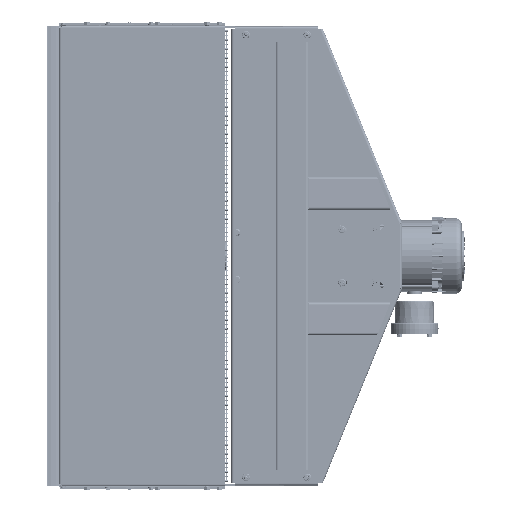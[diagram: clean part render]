
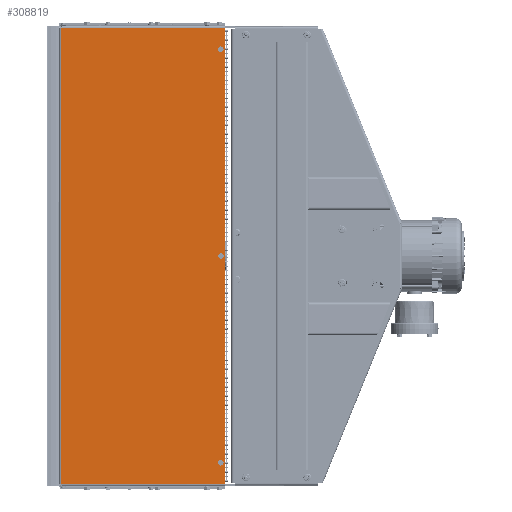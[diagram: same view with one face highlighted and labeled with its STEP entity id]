
A CAD part, front view. The second image highlights one B-rep face of the part: STEP entity #308819.
In plain terms, the highlighted planar face has unit normal (0, -1, 0).
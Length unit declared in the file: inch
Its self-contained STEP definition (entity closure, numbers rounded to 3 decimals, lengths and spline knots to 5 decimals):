
#2457 = ORIENTED_EDGE ( 'NONE', *, *, #146774, .F. ) ;
#7376 = FACE_BOUND ( 'NONE', #242765, .T. ) ;
#9280 = VECTOR ( 'NONE', #321007, 39.37008 ) ;
#9382 = ORIENTED_EDGE ( 'NONE', *, *, #196853, .F. ) ;
#9546 = CARTESIAN_POINT ( 'NONE',  ( 8.37546, -21.2718, -19. ) ) ;
#9874 = AXIS2_PLACEMENT_3D ( 'NONE', #105018, #282129, #130406 ) ;
#24365 = DIRECTION ( 'NONE',  ( 0., 0., 1. ) ) ;
#26663 = VECTOR ( 'NONE', #43920, 39.37008 ) ;
#28302 = VERTEX_POINT ( 'NONE', #202722 ) ;
#30051 = CIRCLE ( 'NONE', #50066, 0.15748 ) ;
#33289 = VERTEX_POINT ( 'NONE', #142072 ) ;
#34899 = DIRECTION ( 'NONE',  ( 0., 0., 1. ) ) ;
#38757 = ORIENTED_EDGE ( 'NONE', *, *, #217035, .T. ) ;
#43920 = DIRECTION ( 'NONE',  ( 1., 0., 0. ) ) ;
#43929 = CARTESIAN_POINT ( 'NONE',  ( 8.37546, -21.2718, 0. ) ) ;
#45032 = CARTESIAN_POINT ( 'NONE',  ( -6.28779, -21.2718, -20.96025 ) ) ;
#46079 = LINE ( 'NONE', #287829, #172631 ) ;
#46115 = VERTEX_POINT ( 'NONE', #184180 ) ;
#50066 = AXIS2_PLACEMENT_3D ( 'NONE', #218714, #67302, #244307 ) ;
#52093 = PLANE ( 'NONE',  #9874 ) ;
#55689 = CARTESIAN_POINT ( 'NONE',  ( 8.37546, -21.2718, 19. ) ) ;
#58039 = CARTESIAN_POINT ( 'NONE',  ( 8.75046, -21.2718, 20.96025 ) ) ;
#64417 = CARTESIAN_POINT ( 'NONE',  ( 8.75046, -21.2718, -20.96025 ) ) ;
#66536 = FACE_BOUND ( 'NONE', #220984, .T. ) ;
#67302 = DIRECTION ( 'NONE',  ( 0., -1., 0. ) ) ;
#69327 = DIRECTION ( 'NONE',  ( 0., 0., -1. ) ) ;
#72123 = EDGE_CURVE ( 'NONE', #126507, #169603, #228492, .T. ) ;
#72593 = CARTESIAN_POINT ( 'NONE',  ( 8.37546, -21.2718, 0. ) ) ;
#73788 = CARTESIAN_POINT ( 'NONE',  ( 8.37546, -21.2718, 19. ) ) ;
#74289 = EDGE_LOOP ( 'NONE', ( #204365, #100097 ) ) ;
#75826 = ORIENTED_EDGE ( 'NONE', *, *, #215893, .F. ) ;
#78617 = VERTEX_POINT ( 'NONE', #209269 ) ;
#81015 = DIRECTION ( 'NONE',  ( 0., 0., -1. ) ) ;
#81342 = VERTEX_POINT ( 'NONE', #93600 ) ;
#93600 = CARTESIAN_POINT ( 'NONE',  ( -6.28779, -21.2718, 20.96025 ) ) ;
#97955 = DIRECTION ( 'NONE',  ( 0., 0., -1. ) ) ;
#99141 = DIRECTION ( 'NONE',  ( 0., 0., -1. ) ) ;
#100097 = ORIENTED_EDGE ( 'NONE', *, *, #138529, .F. ) ;
#105018 = CARTESIAN_POINT ( 'NONE',  ( -6.49779, -21.2718, -21.17025 ) ) ;
#116697 = EDGE_CURVE ( 'NONE', #169603, #276768, #46079, .T. ) ;
#121098 = EDGE_CURVE ( 'NONE', #33289, #306295, #264244, .T. ) ;
#123267 = AXIS2_PLACEMENT_3D ( 'NONE', #43929, #220778, #69327 ) ;
#126507 = VERTEX_POINT ( 'NONE', #244756 ) ;
#130406 = DIRECTION ( 'NONE',  ( 0., 0., 1. ) ) ;
#133620 = FACE_BOUND ( 'NONE', #74289, .T. ) ;
#134656 = LINE ( 'NONE', #295589, #320755 ) ;
#136116 = EDGE_LOOP ( 'NONE', ( #287392, #75826, #295526, #244247 ) ) ;
#138529 = EDGE_CURVE ( 'NONE', #306295, #33289, #324741, .T. ) ;
#142072 = CARTESIAN_POINT ( 'NONE',  ( 8.37546, -21.2718, -0.15748 ) ) ;
#146622 = AXIS2_PLACEMENT_3D ( 'NONE', #73788, #250864, #99141 ) ;
#146774 = EDGE_CURVE ( 'NONE', #46115, #212867, #30051, .T. ) ;
#164902 = CIRCLE ( 'NONE', #189660, 0.15748 ) ;
#168332 = CARTESIAN_POINT ( 'NONE',  ( -6.28779, -21.2718, -21.17025 ) ) ;
#169603 = VERTEX_POINT ( 'NONE', #64417 ) ;
#172631 = VECTOR ( 'NONE', #24365, 39.37008 ) ;
#173550 = CIRCLE ( 'NONE', #238010, 0.15748 ) ;
#184180 = CARTESIAN_POINT ( 'NONE',  ( 8.37546, -21.2718, -18.84252 ) ) ;
#186344 = DIRECTION ( 'NONE',  ( 0., -1., 0. ) ) ;
#189660 = AXIS2_PLACEMENT_3D ( 'NONE', #55689, #232673, #81015 ) ;
#196853 = EDGE_CURVE ( 'NONE', #212867, #46115, #173550, .T. ) ;
#198659 = EDGE_CURVE ( 'NONE', #126507, #81342, #278333, .T. ) ;
#201114 = FACE_OUTER_BOUND ( 'NONE', #136116, .T. ) ;
#202722 = CARTESIAN_POINT ( 'NONE',  ( 8.37546, -21.2718, 19.15748 ) ) ;
#204365 = ORIENTED_EDGE ( 'NONE', *, *, #121098, .F. ) ;
#209269 = CARTESIAN_POINT ( 'NONE',  ( 8.37546, -21.2718, 18.84252 ) ) ;
#212867 = VERTEX_POINT ( 'NONE', #300747 ) ;
#215893 = EDGE_CURVE ( 'NONE', #81342, #276768, #134656, .T. ) ;
#217035 = EDGE_CURVE ( 'NONE', #78617, #28302, #164902, .T. ) ;
#218714 = CARTESIAN_POINT ( 'NONE',  ( 8.37546, -21.2718, -19. ) ) ;
#219092 = DIRECTION ( 'NONE',  ( 1., 0., 0. ) ) ;
#220778 = DIRECTION ( 'NONE',  ( 0., -1., 0. ) ) ;
#220984 = EDGE_LOOP ( 'NONE', ( #2457, #9382 ) ) ;
#228492 = LINE ( 'NONE', #45032, #26663 ) ;
#232673 = DIRECTION ( 'NONE',  ( 0., 1., 0. ) ) ;
#238010 = AXIS2_PLACEMENT_3D ( 'NONE', #9546, #186344, #34899 ) ;
#240004 = EDGE_CURVE ( 'NONE', #28302, #78617, #281246, .T. ) ;
#242765 = EDGE_LOOP ( 'NONE', ( #38757, #266087 ) ) ;
#244247 = ORIENTED_EDGE ( 'NONE', *, *, #72123, .T. ) ;
#244307 = DIRECTION ( 'NONE',  ( 0., 0., 1. ) ) ;
#244756 = CARTESIAN_POINT ( 'NONE',  ( -6.28779, -21.2718, -20.96025 ) ) ;
#249650 = DIRECTION ( 'NONE',  ( 0., -1., 0. ) ) ;
#250864 = DIRECTION ( 'NONE',  ( 0., 1., 0. ) ) ;
#264244 = CIRCLE ( 'NONE', #277536, 0.15748 ) ;
#266087 = ORIENTED_EDGE ( 'NONE', *, *, #240004, .T. ) ;
#276768 = VERTEX_POINT ( 'NONE', #58039 ) ;
#277536 = AXIS2_PLACEMENT_3D ( 'NONE', #72593, #249650, #97955 ) ;
#278333 = LINE ( 'NONE', #168332, #9280 ) ;
#281246 = CIRCLE ( 'NONE', #146622, 0.15748 ) ;
#282129 = DIRECTION ( 'NONE',  ( 0., 1., 0. ) ) ;
#287392 = ORIENTED_EDGE ( 'NONE', *, *, #116697, .T. ) ;
#287829 = CARTESIAN_POINT ( 'NONE',  ( 8.75046, -21.2718, -21.17025 ) ) ;
#295526 = ORIENTED_EDGE ( 'NONE', *, *, #198659, .F. ) ;
#295589 = CARTESIAN_POINT ( 'NONE',  ( -6.28779, -21.2718, 20.96025 ) ) ;
#299419 = CARTESIAN_POINT ( 'NONE',  ( 8.37546, -21.2718, 0.15748 ) ) ;
#300747 = CARTESIAN_POINT ( 'NONE',  ( 8.37546, -21.2718, -19.15748 ) ) ;
#306295 = VERTEX_POINT ( 'NONE', #299419 ) ;
#308819 = ADVANCED_FACE ( 'NONE', ( #133620, #66536, #201114, #7376 ), #52093, .F. ) ;
#320755 = VECTOR ( 'NONE', #219092, 39.37008 ) ;
#321007 = DIRECTION ( 'NONE',  ( 0., 0., 1. ) ) ;
#324741 = CIRCLE ( 'NONE', #123267, 0.15748 ) ;
